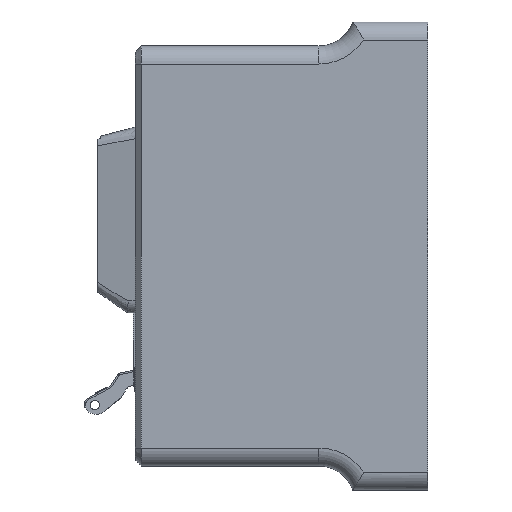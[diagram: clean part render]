
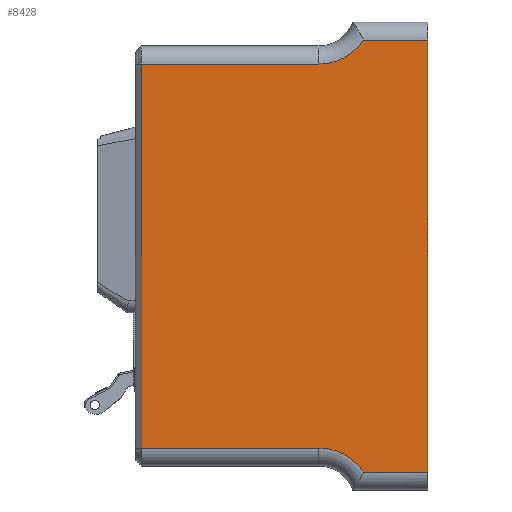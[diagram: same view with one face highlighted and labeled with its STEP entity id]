
A CAD part, left-side view. The second image highlights one B-rep face of the part: STEP entity #8428.
In plain terms, the highlighted planar face has unit normal (-1, 0, 0).
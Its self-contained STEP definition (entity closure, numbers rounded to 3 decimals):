
#936 = VERTEX_POINT ( 'NONE', #2014 ) ;
#964 = CARTESIAN_POINT ( 'NONE',  ( -27., 95.5, 64. ) ) ;
#991 = DIRECTION ( 'NONE',  ( 0., 0., -1. ) ) ;
#2014 = CARTESIAN_POINT ( 'NONE',  ( -27., 36.314, 64. ) ) ;
#2990 = DIRECTION ( 'NONE',  ( 0., -1., 0. ) ) ;
#3813 = LINE ( 'NONE', #34900, #8664 ) ;
#4696 = VERTEX_POINT ( 'NONE', #30371 ) ;
#4810 = ORIENTED_EDGE ( 'NONE', *, *, #6385, .T. ) ;
#5141 = EDGE_CURVE ( 'NONE', #26412, #15326, #10929, .T. ) ;
#6073 = ORIENTED_EDGE ( 'NONE', *, *, #17204, .T. ) ;
#6385 = EDGE_CURVE ( 'NONE', #16051, #14152, #26692, .T. ) ;
#8009 = LINE ( 'NONE', #28111, #14593 ) ;
#8419 = CIRCLE ( 'NONE', #12294, 18. ) ;
#8428 = ADVANCED_FACE ( 'NONE', ( #18587 ), #30864, .F. ) ;
#8664 = VECTOR ( 'NONE', #29462, 1000. ) ;
#8696 = CARTESIAN_POINT ( 'NONE',  ( -27., 36.314, -82. ) ) ;
#9579 = ORIENTED_EDGE ( 'NONE', *, *, #29160, .T. ) ;
#9717 = DIRECTION ( 'NONE',  ( 0., 1., 0. ) ) ;
#10929 = LINE ( 'NONE', #22155, #11184 ) ;
#11085 = CARTESIAN_POINT ( 'NONE',  ( -27., 36.314, -72. ) ) ;
#11184 = VECTOR ( 'NONE', #16232, 1000. ) ;
#11923 = CARTESIAN_POINT ( 'NONE',  ( -27., 95.5, -64. ) ) ;
#12294 = AXIS2_PLACEMENT_3D ( 'NONE', #19848, #25161, #13783 ) ;
#13142 = EDGE_LOOP ( 'NONE', ( #14575, #9579, #32090, #6073, #4810, #28068, #32929, #16279 ) ) ;
#13178 = CARTESIAN_POINT ( 'NONE',  ( -27., 21.347, -72. ) ) ;
#13194 = VERTEX_POINT ( 'NONE', #22123 ) ;
#13783 = DIRECTION ( 'NONE',  ( 0., 0., -1. ) ) ;
#14152 = VERTEX_POINT ( 'NONE', #15767 ) ;
#14438 = DIRECTION ( 'NONE',  ( 0., 1., 0. ) ) ;
#14575 = ORIENTED_EDGE ( 'NONE', *, *, #14654, .T. ) ;
#14593 = VECTOR ( 'NONE', #991, 1000. ) ;
#14654 = EDGE_CURVE ( 'NONE', #936, #32447, #20872, .T. ) ;
#15326 = VERTEX_POINT ( 'NONE', #17075 ) ;
#15767 = CARTESIAN_POINT ( 'NONE',  ( -27., 0., -72. ) ) ;
#15815 = CIRCLE ( 'NONE', #33491, 18. ) ;
#16034 = VECTOR ( 'NONE', #14438, 1000. ) ;
#16051 = VERTEX_POINT ( 'NONE', #13178 ) ;
#16155 = EDGE_CURVE ( 'NONE', #13194, #936, #8419, .T. ) ;
#16232 = DIRECTION ( 'NONE',  ( 0., -1., 0. ) ) ;
#16279 = ORIENTED_EDGE ( 'NONE', *, *, #16155, .T. ) ;
#17075 = CARTESIAN_POINT ( 'NONE',  ( -27., 36.314, -64. ) ) ;
#17204 = EDGE_CURVE ( 'NONE', #15326, #16051, #15815, .T. ) ;
#18237 = LINE ( 'NONE', #28778, #16034 ) ;
#18587 = FACE_OUTER_BOUND ( 'NONE', #13142, .T. ) ;
#19266 = DIRECTION ( 'NONE',  ( 0., 0., -1. ) ) ;
#19848 = CARTESIAN_POINT ( 'NONE',  ( -27., 36.314, 82. ) ) ;
#20872 = LINE ( 'NONE', #26983, #23499 ) ;
#22123 = CARTESIAN_POINT ( 'NONE',  ( -27., 21.347, 72. ) ) ;
#22155 = CARTESIAN_POINT ( 'NONE',  ( -27., 36.314, -64. ) ) ;
#22467 = CARTESIAN_POINT ( 'NONE',  ( -27., 36.314, 82. ) ) ;
#23499 = VECTOR ( 'NONE', #9717, 1000. ) ;
#25161 = DIRECTION ( 'NONE',  ( 1., 0., 0. ) ) ;
#25809 = DIRECTION ( 'NONE',  ( 1., 0., 0. ) ) ;
#26412 = VERTEX_POINT ( 'NONE', #11923 ) ;
#26692 = LINE ( 'NONE', #11085, #27563 ) ;
#26983 = CARTESIAN_POINT ( 'NONE',  ( -27., 36.314, 64. ) ) ;
#27563 = VECTOR ( 'NONE', #2990, 1000. ) ;
#28068 = ORIENTED_EDGE ( 'NONE', *, *, #31962, .F. ) ;
#28111 = CARTESIAN_POINT ( 'NONE',  ( -27., 95.5, 82. ) ) ;
#28269 = AXIS2_PLACEMENT_3D ( 'NONE', #22467, #36177, #19266 ) ;
#28272 = DIRECTION ( 'NONE',  ( 0., 0., -1. ) ) ;
#28778 = CARTESIAN_POINT ( 'NONE',  ( -27., 36.314, 72. ) ) ;
#29160 = EDGE_CURVE ( 'NONE', #32447, #26412, #8009, .T. ) ;
#29462 = DIRECTION ( 'NONE',  ( 0., 0., -1. ) ) ;
#30371 = CARTESIAN_POINT ( 'NONE',  ( -27., 0., 72. ) ) ;
#30864 = PLANE ( 'NONE',  #28269 ) ;
#31962 = EDGE_CURVE ( 'NONE', #4696, #14152, #3813, .T. ) ;
#32090 = ORIENTED_EDGE ( 'NONE', *, *, #5141, .T. ) ;
#32447 = VERTEX_POINT ( 'NONE', #964 ) ;
#32905 = EDGE_CURVE ( 'NONE', #4696, #13194, #18237, .T. ) ;
#32929 = ORIENTED_EDGE ( 'NONE', *, *, #32905, .T. ) ;
#33491 = AXIS2_PLACEMENT_3D ( 'NONE', #8696, #25809, #28272 ) ;
#34900 = CARTESIAN_POINT ( 'NONE',  ( -27., 0., 78. ) ) ;
#36177 = DIRECTION ( 'NONE',  ( 1., 0., 0. ) ) ;
